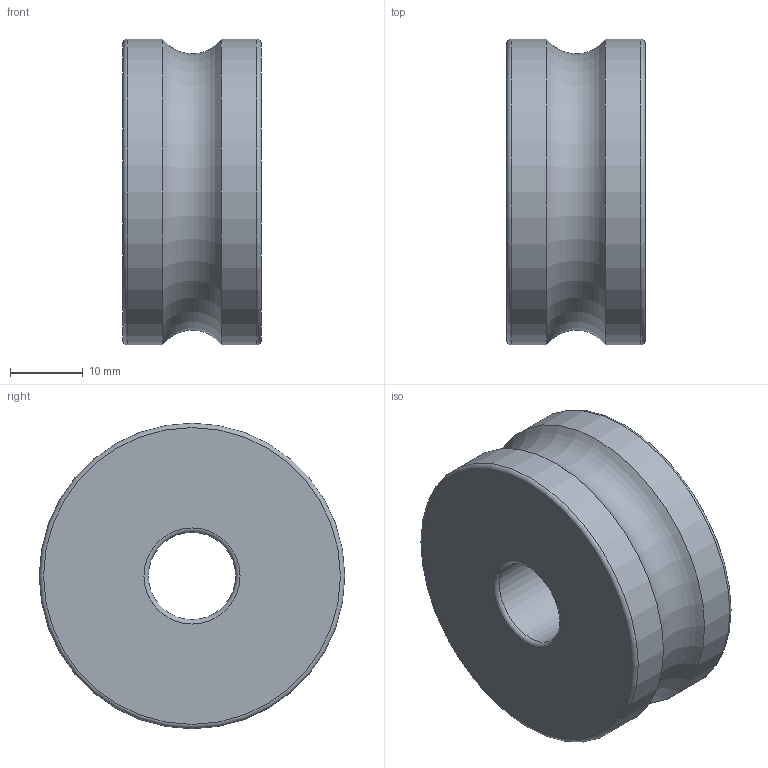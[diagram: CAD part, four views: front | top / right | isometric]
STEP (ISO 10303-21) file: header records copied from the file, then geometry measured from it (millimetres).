
FILE_DESCRIPTION (( 'STEP AP203' ), '1' );
FILE_NAME ('LFR 5301-10KDD.step', '2021-08-23T14:51:13', ( '' ), ( '' ), 'SwSTEP 2.0', 'SolidWorks 2020', '' );
FILE_SCHEMA (( 'CONFIG_CONTROL_DESIGN' ));
Length unit declared in the file: millimetre
Products named in the file (1): LFR 5301-10KDD
Bounding box: 19 x 42 x 42 mm (x, y, z)
Volume: 22730.2 mm3; surface area: 5772 mm2
Topology: 1 solids, 1 shells, 10 faces, 21 edges, 13 vertices
Faces by surface type: torus 5, cylinder 3, plane 2
Full cylindrical faces by diameter (mm): 12 x1, 42 x2
Entity records: 285 total; most frequent: DIRECTION 42, CARTESIAN_POINT 31, AXIS2_PLACEMENT_3D 21, ORIENTED_EDGE 20, EDGE_LOOP 20, FACE_OUTER_BOUND 18, CIRCLE 10, ADVANCED_FACE 10
